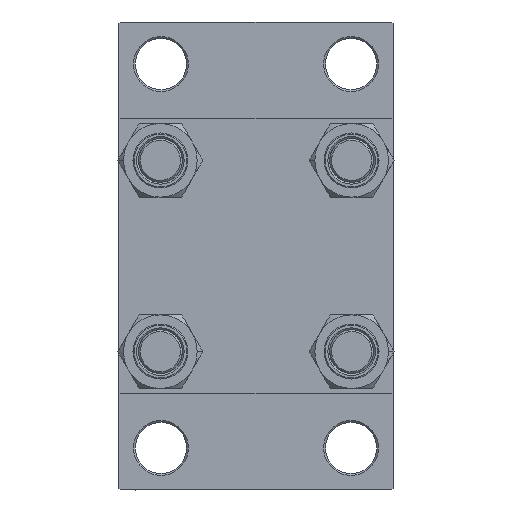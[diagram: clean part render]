
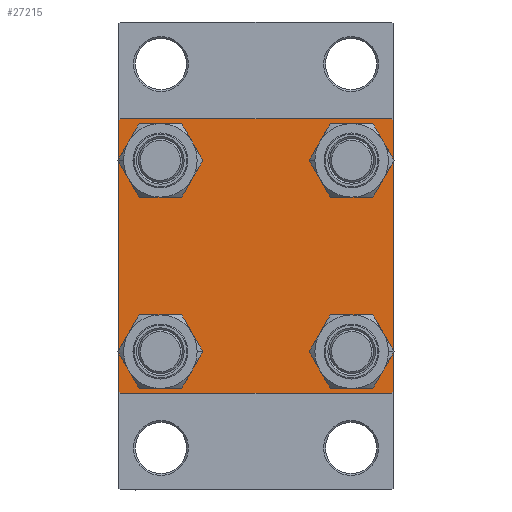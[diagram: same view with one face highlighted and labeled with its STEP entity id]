
A CAD part, left-side view. The second image highlights one B-rep face of the part: STEP entity #27215.
In plain terms, the highlighted planar face has unit normal (-1, 0, 0).
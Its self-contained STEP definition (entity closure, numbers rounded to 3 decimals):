
#101 = EDGE_LOOP ( 'NONE', ( #21388, #47001 ) ) ;
#481 = ORIENTED_EDGE ( 'NONE', *, *, #20413, .T. ) ;
#542 = VERTEX_POINT ( 'NONE', #41646 ) ;
#585 = EDGE_CURVE ( 'NONE', #37357, #9671, #28451, .T. ) ;
#1313 = VERTEX_POINT ( 'NONE', #38065 ) ;
#1989 = LINE ( 'NONE', #35161, #24114 ) ;
#2491 = VERTEX_POINT ( 'NONE', #6250 ) ;
#2513 = CARTESIAN_POINT ( 'NONE',  ( 0., -26.15, 26.15 ) ) ;
#3153 = DIRECTION ( 'NONE',  ( 1., 0., 0. ) ) ;
#3506 = DIRECTION ( 'NONE',  ( 1., 0., 0. ) ) ;
#4049 = AXIS2_PLACEMENT_3D ( 'NONE', #38309, #5617, #20174 ) ;
#4091 = FACE_BOUND ( 'NONE', #43826, .T. ) ;
#4503 = CARTESIAN_POINT ( 'NONE',  ( 0., 37.5, 37. ) ) ;
#4544 = CIRCLE ( 'NONE', #17486, 6.5 ) ;
#4675 = EDGE_CURVE ( 'NONE', #542, #18519, #33747, .T. ) ;
#4711 = VERTEX_POINT ( 'NONE', #7214 ) ;
#5563 = CIRCLE ( 'NONE', #36044, 6.5 ) ;
#5617 = DIRECTION ( 'NONE',  ( 1., 0., 0. ) ) ;
#5880 = DIRECTION ( 'NONE',  ( 1., 0., 0. ) ) ;
#6245 = CARTESIAN_POINT ( 'NONE',  ( 0., 26.15, 19.65 ) ) ;
#6250 = CARTESIAN_POINT ( 'NONE',  ( 0., 26.15, 32.65 ) ) ;
#6845 = VERTEX_POINT ( 'NONE', #10498 ) ;
#6994 = ORIENTED_EDGE ( 'NONE', *, *, #4675, .T. ) ;
#7069 = DIRECTION ( 'NONE',  ( 0., 0., 1. ) ) ;
#7214 = CARTESIAN_POINT ( 'NONE',  ( 0., -37.5, -37. ) ) ;
#7694 = DIRECTION ( 'NONE',  ( 1., 0., 0. ) ) ;
#7818 = VECTOR ( 'NONE', #13500, 1000. ) ;
#7908 = DIRECTION ( 'NONE',  ( 0., 0., 1. ) ) ;
#8133 = PLANE ( 'NONE',  #44174 ) ;
#8295 = DIRECTION ( 'NONE',  ( 0., 0.707, 0.707 ) ) ;
#8779 = DIRECTION ( 'NONE',  ( 0., 0., 1. ) ) ;
#9433 = EDGE_LOOP ( 'NONE', ( #30407, #6994 ) ) ;
#9446 = CARTESIAN_POINT ( 'NONE',  ( 0., -26.15, -32.65 ) ) ;
#9671 = VERTEX_POINT ( 'NONE', #38068 ) ;
#9776 = CIRCLE ( 'NONE', #21212, 6.5 ) ;
#9791 = VERTEX_POINT ( 'NONE', #12758 ) ;
#9973 = EDGE_CURVE ( 'NONE', #43990, #2491, #24794, .T. ) ;
#10082 = CARTESIAN_POINT ( 'NONE',  ( 0., 26.15, 26.15 ) ) ;
#10145 = CARTESIAN_POINT ( 'NONE',  ( 0., 37.25, 37.25 ) ) ;
#10498 = CARTESIAN_POINT ( 'NONE',  ( 0., -37., 37.5 ) ) ;
#10576 = CARTESIAN_POINT ( 'NONE',  ( 0., 37.5, -37. ) ) ;
#10727 = EDGE_CURVE ( 'NONE', #9671, #37357, #38427, .T. ) ;
#11236 = VECTOR ( 'NONE', #27697, 1000. ) ;
#11751 = CARTESIAN_POINT ( 'NONE',  ( 0., 37.5, -37.5 ) ) ;
#11843 = DIRECTION ( 'NONE',  ( 0., 0., -1. ) ) ;
#12001 = ORIENTED_EDGE ( 'NONE', *, *, #32194, .T. ) ;
#12758 = CARTESIAN_POINT ( 'NONE',  ( 0., 37., -37.5 ) ) ;
#13240 = VERTEX_POINT ( 'NONE', #14124 ) ;
#13500 = DIRECTION ( 'NONE',  ( 0., 0.707, -0.707 ) ) ;
#13545 = CARTESIAN_POINT ( 'NONE',  ( 0., -26.15, 26.15 ) ) ;
#14083 = LINE ( 'NONE', #34059, #24701 ) ;
#14124 = CARTESIAN_POINT ( 'NONE',  ( 0., 37., 37.5 ) ) ;
#14428 = VERTEX_POINT ( 'NONE', #4503 ) ;
#14615 = CARTESIAN_POINT ( 'NONE',  ( 0., -26.15, 19.65 ) ) ;
#15901 = CARTESIAN_POINT ( 'NONE',  ( 0., 37.5, 37.5 ) ) ;
#16097 = EDGE_CURVE ( 'NONE', #1313, #4711, #1989, .T. ) ;
#16288 = VERTEX_POINT ( 'NONE', #14615 ) ;
#16582 = CARTESIAN_POINT ( 'NONE',  ( 0., -26.15, -26.15 ) ) ;
#16642 = LINE ( 'NONE', #40989, #30842 ) ;
#17031 = VECTOR ( 'NONE', #28055, 1000. ) ;
#17168 = VERTEX_POINT ( 'NONE', #10576 ) ;
#17486 = AXIS2_PLACEMENT_3D ( 'NONE', #10082, #3153, #35383 ) ;
#18469 = EDGE_CURVE ( 'NONE', #9791, #1313, #44448, .T. ) ;
#18519 = VERTEX_POINT ( 'NONE', #22497 ) ;
#18591 = DIRECTION ( 'NONE',  ( 0., -0.707, -0.707 ) ) ;
#19381 = DIRECTION ( 'NONE',  ( 0., -1., 0. ) ) ;
#19647 = ORIENTED_EDGE ( 'NONE', *, *, #16097, .T. ) ;
#20174 = DIRECTION ( 'NONE',  ( 0., 0., 1. ) ) ;
#20413 = EDGE_CURVE ( 'NONE', #23329, #16288, #9776, .T. ) ;
#21212 = AXIS2_PLACEMENT_3D ( 'NONE', #13545, #3506, #7069 ) ;
#21388 = ORIENTED_EDGE ( 'NONE', *, *, #27167, .T. ) ;
#21771 = FACE_OUTER_BOUND ( 'NONE', #25844, .T. ) ;
#21784 = DIRECTION ( 'NONE',  ( 1., 0., 0. ) ) ;
#22142 = CARTESIAN_POINT ( 'NONE',  ( 0., -26.15, 32.65 ) ) ;
#22497 = CARTESIAN_POINT ( 'NONE',  ( 0., 26.15, -19.65 ) ) ;
#23329 = VERTEX_POINT ( 'NONE', #22142 ) ;
#23699 = ORIENTED_EDGE ( 'NONE', *, *, #46981, .F. ) ;
#24114 = VECTOR ( 'NONE', #24184, 1000. ) ;
#24184 = DIRECTION ( 'NONE',  ( 0., -0.707, 0.707 ) ) ;
#24359 = CARTESIAN_POINT ( 'NONE',  ( 0., 37.5, 37.5 ) ) ;
#24629 = ORIENTED_EDGE ( 'NONE', *, *, #37404, .F. ) ;
#24701 = VECTOR ( 'NONE', #18591, 1000. ) ;
#24794 = CIRCLE ( 'NONE', #38498, 6.5 ) ;
#25844 = EDGE_LOOP ( 'NONE', ( #43935, #31622, #35665, #19647, #24629, #33697, #23699, #31493 ) ) ;
#27167 = EDGE_CURVE ( 'NONE', #2491, #43990, #4544, .T. ) ;
#27215 = ADVANCED_FACE ( 'NONE', ( #4091, #44653, #37257, #33213, #21771 ), #8133, .T. ) ;
#27458 = EDGE_CURVE ( 'NONE', #14428, #17168, #40487, .T. ) ;
#27697 = DIRECTION ( 'NONE',  ( 0., -1., 0. ) ) ;
#28055 = DIRECTION ( 'NONE',  ( 0., 0., -1. ) ) ;
#28284 = LINE ( 'NONE', #38318, #17031 ) ;
#28433 = ORIENTED_EDGE ( 'NONE', *, *, #10727, .T. ) ;
#28451 = CIRCLE ( 'NONE', #4049, 6.5 ) ;
#28927 = ORIENTED_EDGE ( 'NONE', *, *, #585, .T. ) ;
#29506 = AXIS2_PLACEMENT_3D ( 'NONE', #38144, #30990, #8779 ) ;
#29867 = CARTESIAN_POINT ( 'NONE',  ( 0., 0., 0. ) ) ;
#30189 = VERTEX_POINT ( 'NONE', #37775 ) ;
#30407 = ORIENTED_EDGE ( 'NONE', *, *, #45878, .T. ) ;
#30445 = DIRECTION ( 'NONE',  ( 1., 0., 0. ) ) ;
#30842 = VECTOR ( 'NONE', #8295, 1000. ) ;
#30990 = DIRECTION ( 'NONE',  ( 1., 0., 0. ) ) ;
#31481 = AXIS2_PLACEMENT_3D ( 'NONE', #43270, #21784, #7908 ) ;
#31493 = ORIENTED_EDGE ( 'NONE', *, *, #35539, .T. ) ;
#31622 = ORIENTED_EDGE ( 'NONE', *, *, #35012, .T. ) ;
#31751 = LINE ( 'NONE', #24359, #11236 ) ;
#32194 = EDGE_CURVE ( 'NONE', #16288, #23329, #5563, .T. ) ;
#32734 = VECTOR ( 'NONE', #11843, 1000. ) ;
#32755 = DIRECTION ( 'NONE',  ( 0., 0., 1. ) ) ;
#33108 = AXIS2_PLACEMENT_3D ( 'NONE', #16582, #30445, #44992 ) ;
#33213 = FACE_BOUND ( 'NONE', #101, .T. ) ;
#33320 = CIRCLE ( 'NONE', #29506, 6.5 ) ;
#33478 = CARTESIAN_POINT ( 'NONE',  ( 0., 26.15, 26.15 ) ) ;
#33697 = ORIENTED_EDGE ( 'NONE', *, *, #40141, .T. ) ;
#33747 = CIRCLE ( 'NONE', #31481, 6.5 ) ;
#34059 = CARTESIAN_POINT ( 'NONE',  ( 0., 37.25, -37.25 ) ) ;
#34992 = DIRECTION ( 'NONE',  ( 0., 0., 1. ) ) ;
#35012 = EDGE_CURVE ( 'NONE', #17168, #9791, #14083, .T. ) ;
#35161 = CARTESIAN_POINT ( 'NONE',  ( 0., -37.25, -37.25 ) ) ;
#35383 = DIRECTION ( 'NONE',  ( 0., 0., 1. ) ) ;
#35539 = EDGE_CURVE ( 'NONE', #13240, #14428, #43082, .T. ) ;
#35665 = ORIENTED_EDGE ( 'NONE', *, *, #18469, .T. ) ;
#36044 = AXIS2_PLACEMENT_3D ( 'NONE', #2513, #5880, #34992 ) ;
#36347 = DIRECTION ( 'NONE',  ( 0., 0., 1. ) ) ;
#37257 = FACE_BOUND ( 'NONE', #9433, .T. ) ;
#37357 = VERTEX_POINT ( 'NONE', #9446 ) ;
#37404 = EDGE_CURVE ( 'NONE', #30189, #4711, #28284, .T. ) ;
#37775 = CARTESIAN_POINT ( 'NONE',  ( 0., -37.5, 37. ) ) ;
#38065 = CARTESIAN_POINT ( 'NONE',  ( 0., -37., -37.5 ) ) ;
#38068 = CARTESIAN_POINT ( 'NONE',  ( 0., -26.15, -19.65 ) ) ;
#38144 = CARTESIAN_POINT ( 'NONE',  ( 0., 26.15, -26.15 ) ) ;
#38309 = CARTESIAN_POINT ( 'NONE',  ( 0., -26.15, -26.15 ) ) ;
#38318 = CARTESIAN_POINT ( 'NONE',  ( 0., -37.5, 37.5 ) ) ;
#38427 = CIRCLE ( 'NONE', #33108, 6.5 ) ;
#38498 = AXIS2_PLACEMENT_3D ( 'NONE', #33478, #7694, #36347 ) ;
#40141 = EDGE_CURVE ( 'NONE', #30189, #6845, #16642, .T. ) ;
#40372 = DIRECTION ( 'NONE',  ( -1., 0., 0. ) ) ;
#40487 = LINE ( 'NONE', #15901, #32734 ) ;
#40989 = CARTESIAN_POINT ( 'NONE',  ( 0., -37.25, 37.25 ) ) ;
#41646 = CARTESIAN_POINT ( 'NONE',  ( 0., 26.15, -32.65 ) ) ;
#43082 = LINE ( 'NONE', #10145, #7818 ) ;
#43270 = CARTESIAN_POINT ( 'NONE',  ( 0., 26.15, -26.15 ) ) ;
#43826 = EDGE_LOOP ( 'NONE', ( #481, #12001 ) ) ;
#43935 = ORIENTED_EDGE ( 'NONE', *, *, #27458, .T. ) ;
#43990 = VERTEX_POINT ( 'NONE', #6245 ) ;
#44174 = AXIS2_PLACEMENT_3D ( 'NONE', #29867, #40372, #32755 ) ;
#44448 = LINE ( 'NONE', #11751, #46320 ) ;
#44653 = FACE_BOUND ( 'NONE', #45101, .T. ) ;
#44992 = DIRECTION ( 'NONE',  ( 0., 0., 1. ) ) ;
#45101 = EDGE_LOOP ( 'NONE', ( #28433, #28927 ) ) ;
#45878 = EDGE_CURVE ( 'NONE', #18519, #542, #33320, .T. ) ;
#46320 = VECTOR ( 'NONE', #19381, 1000. ) ;
#46981 = EDGE_CURVE ( 'NONE', #13240, #6845, #31751, .T. ) ;
#47001 = ORIENTED_EDGE ( 'NONE', *, *, #9973, .T. ) ;
